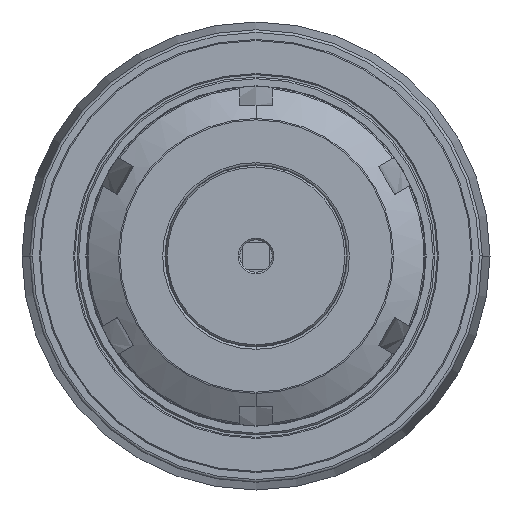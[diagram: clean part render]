
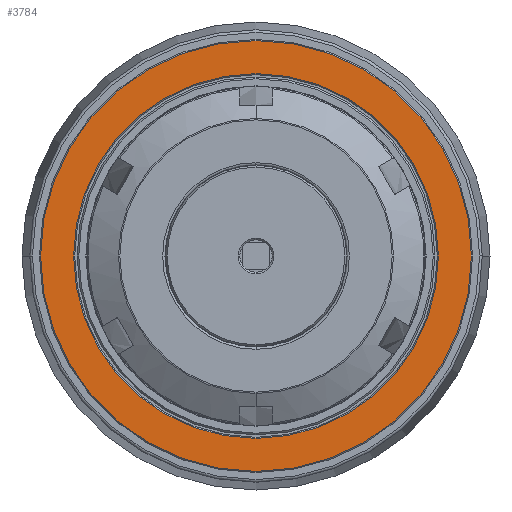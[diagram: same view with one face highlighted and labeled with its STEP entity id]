
A CAD part, front view. The second image highlights one B-rep face of the part: STEP entity #3784.
In plain terms, the highlighted planar face has unit normal (0, -1, 0).
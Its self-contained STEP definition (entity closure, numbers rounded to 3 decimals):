
#124=CARTESIAN_POINT('',(0.,5.,0.));
#125=DIRECTION('',(0.,-1.,0.));
#126=DIRECTION('',(-1.,0.,0.));
#127=AXIS2_PLACEMENT_3D('',#124,#125,#126);
#138=CARTESIAN_POINT('',(0.,5.,0.));
#139=DIRECTION('',(0.,1.,0.));
#140=DIRECTION('',(-1.,0.,0.));
#141=AXIS2_PLACEMENT_3D('',#138,#139,#140);
#147=CARTESIAN_POINT('',(0.,5.,0.));
#148=DIRECTION('',(0.,-1.,0.));
#149=DIRECTION('',(-1.,0.,0.));
#150=AXIS2_PLACEMENT_3D('',#147,#148,#149);
#157=CARTESIAN_POINT('',(0.,5.,0.));
#158=DIRECTION('',(0.,1.,0.));
#159=DIRECTION('',(-1.,0.,0.));
#160=AXIS2_PLACEMENT_3D('',#157,#158,#159);
#3228=CARTESIAN_POINT('',(-33.9,5.,0.));
#3229=CARTESIAN_POINT('',(33.9,5.,0.));
#3230=VERTEX_POINT('',#3228);
#3231=VERTEX_POINT('',#3229);
#3232=CARTESIAN_POINT('',(-40.05,5.,0.));
#3233=CARTESIAN_POINT('',(40.05,5.,0.));
#3234=VERTEX_POINT('',#3232);
#3235=VERTEX_POINT('',#3233);
#3769=CARTESIAN_POINT('',(0.,5.,0.));
#3770=DIRECTION('',(0.,1.,0.));
#3771=DIRECTION('',(1.,0.,0.));
#3772=AXIS2_PLACEMENT_3D('',#3769,#3770,#3771);
#3773=PLANE('',#3772);
#3775=ORIENTED_EDGE('',*,*,#3774,.F.);
#3777=ORIENTED_EDGE('',*,*,#3776,.T.);
#3778=EDGE_LOOP('',(#3775,#3777));
#3779=FACE_OUTER_BOUND('',#3778,.F.);
#3780=ORIENTED_EDGE('',*,*,#3763,.F.);
#3781=ORIENTED_EDGE('',*,*,#3749,.T.);
#3782=EDGE_LOOP('',(#3780,#3781));
#3783=FACE_BOUND('',#3782,.F.);
#3784=ADVANCED_FACE('',(#3779,#3783),#3773,.F.);
#128=CIRCLE('',#127,33.9);
#142=CIRCLE('',#141,33.9);
#151=CIRCLE('',#150,40.05);
#161=CIRCLE('',#160,40.05);
#3749=EDGE_CURVE('',#3230,#3231,#128,.T.);
#3763=EDGE_CURVE('',#3230,#3231,#142,.T.);
#3774=EDGE_CURVE('',#3234,#3235,#151,.T.);
#3776=EDGE_CURVE('',#3234,#3235,#161,.T.);
